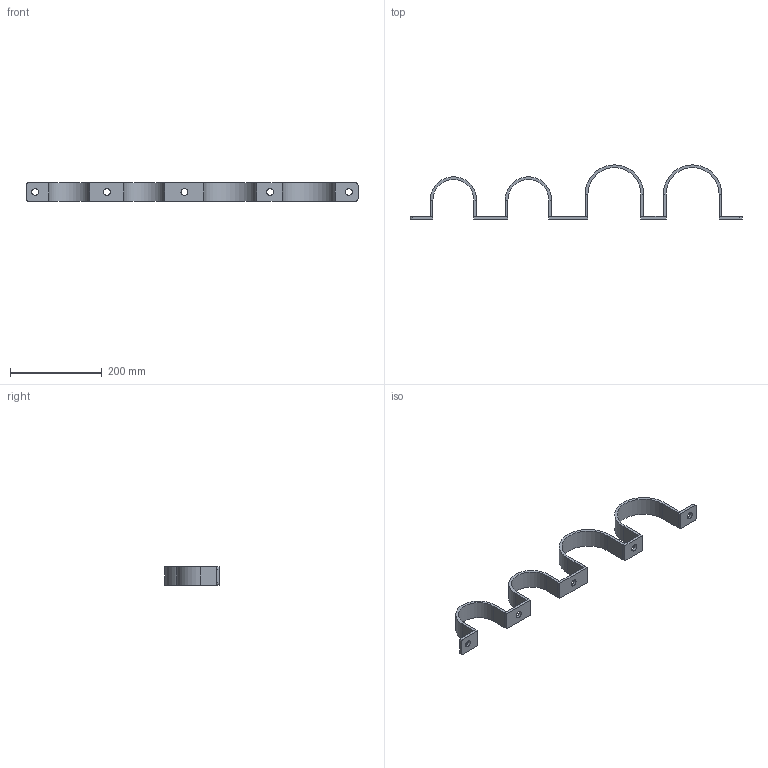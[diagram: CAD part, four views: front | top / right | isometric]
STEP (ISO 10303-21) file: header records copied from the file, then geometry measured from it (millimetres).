
FILE_DESCRIPTION (( 'STEP AP203' ), '1' );
FILE_NAME ('4229-50-10_REV_.step', '2026-01-09T02:50:11', ( '' ), ( '' ), 'SwSTEP 2.0', 'SolidWorks 2025', '' );
FILE_SCHEMA (( 'CONFIG_CONTROL_DESIGN' ));
Length unit declared in the file: millimetre
Products named in the file (7): 4229-50-10-35; 4229-50-10-30; 4229-50-10-10; 4229-50-10-25; 4229-50-10-15; 4229-50-10_REV_; 4229-50-10-20
Assembly tree (9 placements, depth 2):
  4229-50-10_REV_
    4229-50-10-20
    4229-50-10-15
    4229-50-10-30  x2
    4229-50-10-25
    4229-50-10-10  x2
    4229-50-10-35  x2
Bounding box: 722 x 118 x 40 mm (x, y, z)
Volume: 313430 mm3; surface area: 126101.9 mm2
Topology: 9 solids, 9 shells, 100 faces, 214 edges, 132 vertices
Faces by surface type: plane 78, cylinder 22
Entity records: 2511 total; most frequent: DIRECTION 310, CARTESIAN_POINT 292, ORIENTED_EDGE 268, EDGE_CURVE 134, VECTOR 106, LINE 106, AXIS2_PLACEMENT_3D 102, VERTEX_POINT 84
